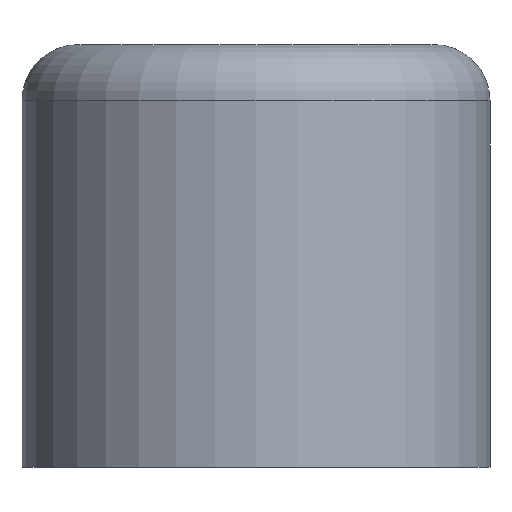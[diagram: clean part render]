
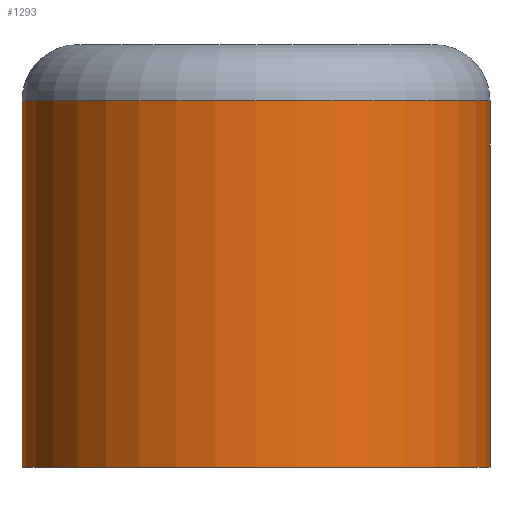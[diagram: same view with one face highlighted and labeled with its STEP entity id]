
A CAD part, front view. The second image highlights one B-rep face of the part: STEP entity #1293.
In plain terms, the highlighted cylindrical face has radius 8.3 mm (diameter 16.6 mm), a partial arc.
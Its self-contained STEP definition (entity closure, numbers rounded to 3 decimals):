
#53 = CARTESIAN_POINT ( 'NONE',  ( -15.768, 21.774, -73.972 ) ) ;
#63 = EDGE_CURVE ( 'NONE', #888, #1562, #551, .T. ) ;
#82 = ORIENTED_EDGE ( 'NONE', *, *, #63, .T. ) ;
#255 = CARTESIAN_POINT ( 'NONE',  ( 0.832, 21.774, -60.972 ) ) ;
#260 = AXIS2_PLACEMENT_3D ( 'NONE', #721, #1374, #602 ) ;
#286 = ORIENTED_EDGE ( 'NONE', *, *, #512, .T. ) ;
#402 = AXIS2_PLACEMENT_3D ( 'NONE', #990, #1510, #1235 ) ;
#463 = CARTESIAN_POINT ( 'NONE',  ( -7.468, 21.774, -58.972 ) ) ;
#477 = DIRECTION ( 'NONE',  ( 0., 0., -1. ) ) ;
#494 = LINE ( 'NONE', #1119, #1494 ) ;
#512 = EDGE_CURVE ( 'NONE', #1177, #902, #1523, .T. ) ;
#551 = CIRCLE ( 'NONE', #260, 8.3 ) ;
#571 = EDGE_CURVE ( 'NONE', #1177, #1562, #620, .T. ) ;
#585 = EDGE_CURVE ( 'NONE', #902, #888, #494, .T. ) ;
#588 = DIRECTION ( 'NONE',  ( 0., 0., -1. ) ) ;
#602 = DIRECTION ( 'NONE',  ( 1., 0., 0. ) ) ;
#605 = DIRECTION ( 'NONE',  ( -1., 0., 0. ) ) ;
#620 = LINE ( 'NONE', #859, #1046 ) ;
#690 = AXIS2_PLACEMENT_3D ( 'NONE', #463, #588, #605 ) ;
#699 = ORIENTED_EDGE ( 'NONE', *, *, #571, .F. ) ;
#721 = CARTESIAN_POINT ( 'NONE',  ( -7.468, 21.774, -73.972 ) ) ;
#859 = CARTESIAN_POINT ( 'NONE',  ( 0.832, 21.774, -58.972 ) ) ;
#888 = VERTEX_POINT ( 'NONE', #53 ) ;
#902 = VERTEX_POINT ( 'NONE', #1080 ) ;
#934 = ORIENTED_EDGE ( 'NONE', *, *, #585, .T. ) ;
#990 = CARTESIAN_POINT ( 'NONE',  ( -7.468, 21.774, -60.972 ) ) ;
#1003 = CYLINDRICAL_SURFACE ( 'NONE', #690, 8.3 ) ;
#1046 = VECTOR ( 'NONE', #1367, 1000. ) ;
#1080 = CARTESIAN_POINT ( 'NONE',  ( -15.768, 21.774, -60.972 ) ) ;
#1081 = EDGE_LOOP ( 'NONE', ( #699, #286, #934, #82 ) ) ;
#1119 = CARTESIAN_POINT ( 'NONE',  ( -15.768, 21.774, -58.972 ) ) ;
#1177 = VERTEX_POINT ( 'NONE', #255 ) ;
#1185 = CARTESIAN_POINT ( 'NONE',  ( 0.832, 21.774, -73.972 ) ) ;
#1235 = DIRECTION ( 'NONE',  ( 1., 0., 0. ) ) ;
#1293 = ADVANCED_FACE ( 'NONE', ( #1515 ), #1003, .T. ) ;
#1367 = DIRECTION ( 'NONE',  ( 0., 0., -1. ) ) ;
#1374 = DIRECTION ( 'NONE',  ( 0., 0., 1. ) ) ;
#1494 = VECTOR ( 'NONE', #477, 1000. ) ;
#1510 = DIRECTION ( 'NONE',  ( 0., 0., -1. ) ) ;
#1515 = FACE_OUTER_BOUND ( 'NONE', #1081, .T. ) ;
#1523 = CIRCLE ( 'NONE', #402, 8.3 ) ;
#1562 = VERTEX_POINT ( 'NONE', #1185 ) ;
